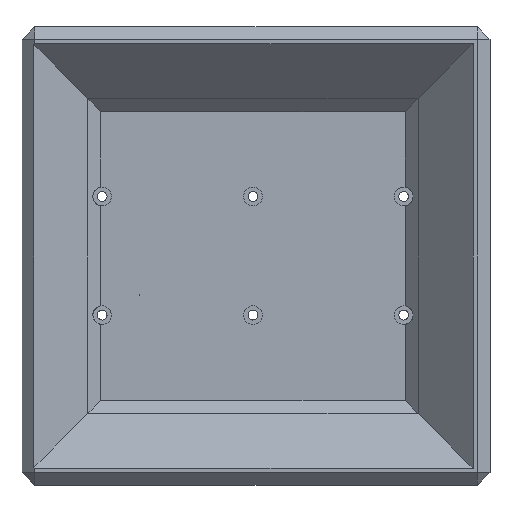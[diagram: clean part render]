
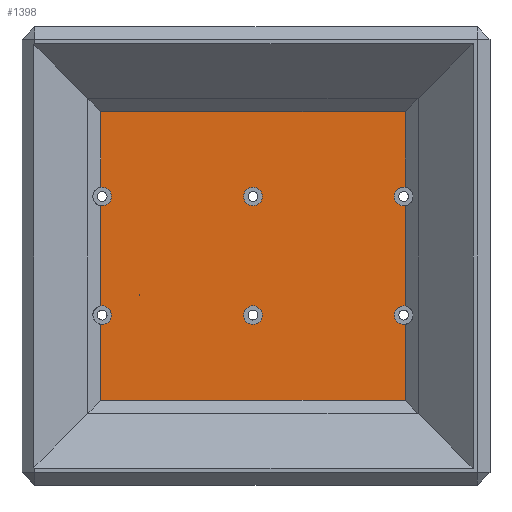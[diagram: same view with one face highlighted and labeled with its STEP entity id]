
A CAD part, left-side view. The second image highlights one B-rep face of the part: STEP entity #1398.
In plain terms, the highlighted planar face has unit normal (-1, 0, 0).
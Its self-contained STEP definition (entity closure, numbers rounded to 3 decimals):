
#33=FACE_BOUND('',#233,.T.);
#34=FACE_BOUND('',#234,.T.);
#35=FACE_BOUND('',#235,.T.);
#56=PLANE('',#1506);
#134=FACE_OUTER_BOUND('',#232,.T.);
#232=EDGE_LOOP('',(#1087,#1088,#1089,#1090,#1091,#1092,#1093,#1094,#1095,
#1096,#1097,#1098,#1099,#1100,#1101,#1102));
#233=EDGE_LOOP('',(#1103,#1104,#1105,#1106));
#234=EDGE_LOOP('',(#1107));
#235=EDGE_LOOP('',(#1108));
#317=LINE('',#2067,#482);
#320=LINE('',#2072,#485);
#333=LINE('',#2102,#498);
#337=LINE('',#2110,#502);
#338=LINE('',#2113,#503);
#339=LINE('',#2116,#504);
#344=LINE('',#2125,#509);
#350=LINE('',#2138,#515);
#351=LINE('',#2142,#516);
#352=LINE('',#2145,#517);
#356=LINE('',#2165,#521);
#357=LINE('',#2166,#522);
#482=VECTOR('',#1668,10.);
#485=VECTOR('',#1673,10.);
#498=VECTOR('',#1694,10.);
#502=VECTOR('',#1698,10.);
#503=VECTOR('',#1701,10.);
#504=VECTOR('',#1704,10.);
#509=VECTOR('',#1711,10.);
#515=VECTOR('',#1723,10.);
#516=VECTOR('',#1726,10.);
#517=VECTOR('',#1729,10.);
#521=VECTOR('',#1753,10.);
#522=VECTOR('',#1754,10.);
#641=CIRCLE('',#1507,1.525);
#642=CIRCLE('',#1508,1.525);
#643=CIRCLE('',#1509,1.525);
#644=CIRCLE('',#1510,1.525);
#645=CIRCLE('',#1511,1.525);
#646=CIRCLE('',#1512,1.525);
#647=CIRCLE('',#1513,1.525);
#648=CIRCLE('',#1514,1.525);
#649=CIRCLE('',#1515,1.525);
#650=CIRCLE('',#1516,1.525);
#684=VERTEX_POINT('',#2064);
#685=VERTEX_POINT('',#2066);
#686=VERTEX_POINT('',#2070);
#697=VERTEX_POINT('',#2098);
#698=VERTEX_POINT('',#2099);
#699=VERTEX_POINT('',#2101);
#702=VERTEX_POINT('',#2107);
#703=VERTEX_POINT('',#2109);
#704=VERTEX_POINT('',#2111);
#705=VERTEX_POINT('',#2115);
#708=VERTEX_POINT('',#2123);
#712=VERTEX_POINT('',#2137);
#713=VERTEX_POINT('',#2139);
#714=VERTEX_POINT('',#2141);
#715=VERTEX_POINT('',#2143);
#717=VERTEX_POINT('',#2152);
#718=VERTEX_POINT('',#2155);
#719=VERTEX_POINT('',#2158);
#720=VERTEX_POINT('',#2161);
#721=VERTEX_POINT('',#2164);
#722=VERTEX_POINT('',#2167);
#723=VERTEX_POINT('',#2169);
#811=EDGE_CURVE('',#685,#684,#317,.T.);
#814=EDGE_CURVE('',#684,#686,#320,.T.);
#828=EDGE_CURVE('',#697,#699,#333,.T.);
#832=EDGE_CURVE('',#702,#703,#337,.T.);
#834=EDGE_CURVE('',#704,#698,#338,.T.);
#835=EDGE_CURVE('',#699,#705,#339,.T.);
#840=EDGE_CURVE('',#708,#702,#344,.T.);
#846=EDGE_CURVE('',#705,#712,#350,.T.);
#848=EDGE_CURVE('',#713,#714,#351,.T.);
#850=EDGE_CURVE('',#715,#708,#352,.T.);
#854=EDGE_CURVE('',#704,#717,#641,.T.);
#855=EDGE_CURVE('',#717,#703,#642,.T.);
#856=EDGE_CURVE('',#715,#718,#643,.T.);
#857=EDGE_CURVE('',#718,#714,#644,.T.);
#858=EDGE_CURVE('',#713,#719,#645,.T.);
#859=EDGE_CURVE('',#719,#712,#646,.T.);
#860=EDGE_CURVE('',#697,#720,#647,.T.);
#861=EDGE_CURVE('',#720,#698,#648,.T.);
#862=EDGE_CURVE('',#721,#685,#356,.T.);
#863=EDGE_CURVE('',#686,#721,#357,.T.);
#864=EDGE_CURVE('',#722,#722,#649,.T.);
#865=EDGE_CURVE('',#723,#723,#650,.T.);
#1087=ORIENTED_EDGE('',*,*,#834,.F.);
#1088=ORIENTED_EDGE('',*,*,#854,.T.);
#1089=ORIENTED_EDGE('',*,*,#855,.T.);
#1090=ORIENTED_EDGE('',*,*,#832,.F.);
#1091=ORIENTED_EDGE('',*,*,#840,.F.);
#1092=ORIENTED_EDGE('',*,*,#850,.F.);
#1093=ORIENTED_EDGE('',*,*,#856,.T.);
#1094=ORIENTED_EDGE('',*,*,#857,.T.);
#1095=ORIENTED_EDGE('',*,*,#848,.F.);
#1096=ORIENTED_EDGE('',*,*,#858,.T.);
#1097=ORIENTED_EDGE('',*,*,#859,.T.);
#1098=ORIENTED_EDGE('',*,*,#846,.F.);
#1099=ORIENTED_EDGE('',*,*,#835,.F.);
#1100=ORIENTED_EDGE('',*,*,#828,.F.);
#1101=ORIENTED_EDGE('',*,*,#860,.T.);
#1102=ORIENTED_EDGE('',*,*,#861,.T.);
#1103=ORIENTED_EDGE('',*,*,#862,.T.);
#1104=ORIENTED_EDGE('',*,*,#811,.T.);
#1105=ORIENTED_EDGE('',*,*,#814,.T.);
#1106=ORIENTED_EDGE('',*,*,#863,.T.);
#1107=ORIENTED_EDGE('',*,*,#864,.T.);
#1108=ORIENTED_EDGE('',*,*,#865,.T.);
#1398=ADVANCED_FACE('',(#134,#33,#34,#35),#56,.F.);
#1506=AXIS2_PLACEMENT_3D('',#2151,#1735,#1736);
#1507=AXIS2_PLACEMENT_3D('',#2153,#1737,#1738);
#1508=AXIS2_PLACEMENT_3D('',#2154,#1739,#1740);
#1509=AXIS2_PLACEMENT_3D('',#2156,#1741,#1742);
#1510=AXIS2_PLACEMENT_3D('',#2157,#1743,#1744);
#1511=AXIS2_PLACEMENT_3D('',#2159,#1745,#1746);
#1512=AXIS2_PLACEMENT_3D('',#2160,#1747,#1748);
#1513=AXIS2_PLACEMENT_3D('',#2162,#1749,#1750);
#1514=AXIS2_PLACEMENT_3D('',#2163,#1751,#1752);
#1515=AXIS2_PLACEMENT_3D('',#2168,#1755,#1756);
#1516=AXIS2_PLACEMENT_3D('',#2170,#1757,#1758);
#1668=DIRECTION('',(0.,1.,0.));
#1673=DIRECTION('',(0.,0.,1.));
#1694=DIRECTION('',(0.,0.,1.));
#1698=DIRECTION('',(0.,0.,1.));
#1701=DIRECTION('',(0.,0.,1.));
#1704=DIRECTION('',(0.,-1.,0.));
#1711=DIRECTION('',(0.,1.,0.));
#1723=DIRECTION('',(0.,0.,-1.));
#1726=DIRECTION('',(0.,0.,-1.));
#1729=DIRECTION('',(0.,0.,-1.));
#1735=DIRECTION('center_axis',(1.,0.,0.));
#1736=DIRECTION('ref_axis',(0.,0.,-1.));
#1737=DIRECTION('center_axis',(1.,0.,0.));
#1738=DIRECTION('ref_axis',(0.,0.,1.));
#1739=DIRECTION('center_axis',(1.,0.,0.));
#1740=DIRECTION('ref_axis',(0.,0.,1.));
#1741=DIRECTION('center_axis',(1.,0.,0.));
#1742=DIRECTION('ref_axis',(0.,0.,1.));
#1743=DIRECTION('center_axis',(1.,0.,0.));
#1744=DIRECTION('ref_axis',(0.,0.,1.));
#1745=DIRECTION('center_axis',(1.,0.,0.));
#1746=DIRECTION('ref_axis',(0.,0.,1.));
#1747=DIRECTION('center_axis',(1.,0.,0.));
#1748=DIRECTION('ref_axis',(0.,0.,1.));
#1749=DIRECTION('center_axis',(1.,0.,0.));
#1750=DIRECTION('ref_axis',(0.,0.,1.));
#1751=DIRECTION('center_axis',(1.,0.,0.));
#1752=DIRECTION('ref_axis',(0.,0.,1.));
#1753=DIRECTION('',(0.,0.,-1.));
#1754=DIRECTION('',(0.,-1.,0.));
#1755=DIRECTION('center_axis',(1.,0.,0.));
#1756=DIRECTION('ref_axis',(0.,0.,1.));
#1757=DIRECTION('center_axis',(1.,0.,0.));
#1758=DIRECTION('ref_axis',(0.,0.,1.));
#2064=CARTESIAN_POINT('',(-1.884,19.356,-16.662));
#2066=CARTESIAN_POINT('',(-1.884,19.33,-16.662));
#2067=CARTESIAN_POINT('',(-1.884,-3.447,-16.662));
#2070=CARTESIAN_POINT('',(-1.884,19.356,-16.607));
#2072=CARTESIAN_POINT('',(-1.884,19.356,-20.756));
#2098=CARTESIAN_POINT('',(-1.884,25.722,0.973));
#2099=CARTESIAN_POINT('',(-1.884,25.722,-2.042));
#2101=CARTESIAN_POINT('',(-1.884,25.722,13.379));
#2102=CARTESIAN_POINT('',(-1.884,25.722,-12.775));
#2107=CARTESIAN_POINT('',(-1.884,25.722,-33.929));
#2109=CARTESIAN_POINT('',(-1.884,25.722,-21.464));
#2110=CARTESIAN_POINT('',(-1.884,25.722,-12.775));
#2111=CARTESIAN_POINT('',(-1.884,25.722,-18.449));
#2113=CARTESIAN_POINT('',(-1.884,25.722,-12.775));
#2115=CARTESIAN_POINT('',(-1.884,-24.102,13.379));
#2116=CARTESIAN_POINT('',(-1.884,-0.44,13.379));
#2123=CARTESIAN_POINT('',(-1.884,-24.102,-33.929));
#2125=CARTESIAN_POINT('',(-1.884,-0.44,-33.929));
#2137=CARTESIAN_POINT('',(-1.884,-24.102,0.973));
#2138=CARTESIAN_POINT('',(-1.884,-24.102,-12.275));
#2139=CARTESIAN_POINT('',(-1.884,-24.102,-2.042));
#2141=CARTESIAN_POINT('',(-1.884,-24.102,-18.449));
#2142=CARTESIAN_POINT('',(-1.884,-24.102,-12.275));
#2143=CARTESIAN_POINT('',(-1.884,-24.102,-21.464));
#2145=CARTESIAN_POINT('',(-1.884,-24.102,-12.275));
#2151=CARTESIAN_POINT('Origin',(-1.884,-28.723,11.5));
#2152=CARTESIAN_POINT('',(-1.884,25.492,-21.482));
#2153=CARTESIAN_POINT('Origin',(-1.884,25.492,-19.957));
#2154=CARTESIAN_POINT('Origin',(-1.884,25.492,-19.957));
#2155=CARTESIAN_POINT('',(-1.884,-23.872,-21.482));
#2156=CARTESIAN_POINT('Origin',(-1.884,-23.872,-19.957));
#2157=CARTESIAN_POINT('Origin',(-1.884,-23.872,-19.957));
#2158=CARTESIAN_POINT('',(-1.884,-23.872,-2.06));
#2159=CARTESIAN_POINT('Origin',(-1.884,-23.872,-0.535));
#2160=CARTESIAN_POINT('Origin',(-1.884,-23.872,-0.535));
#2161=CARTESIAN_POINT('',(-1.884,25.492,-2.06));
#2162=CARTESIAN_POINT('Origin',(-1.884,25.492,-0.535));
#2163=CARTESIAN_POINT('Origin',(-1.884,25.492,-0.535));
#2164=CARTESIAN_POINT('',(-1.884,19.33,-16.607));
#2165=CARTESIAN_POINT('',(-1.884,19.33,-20.728));
#2166=CARTESIAN_POINT('',(-1.884,-3.434,-16.607));
#2167=CARTESIAN_POINT('',(-1.884,0.81,-21.482));
#2168=CARTESIAN_POINT('Origin',(-1.884,0.81,-19.957));
#2169=CARTESIAN_POINT('',(-1.884,0.81,-2.06));
#2170=CARTESIAN_POINT('Origin',(-1.884,0.81,-0.535));
